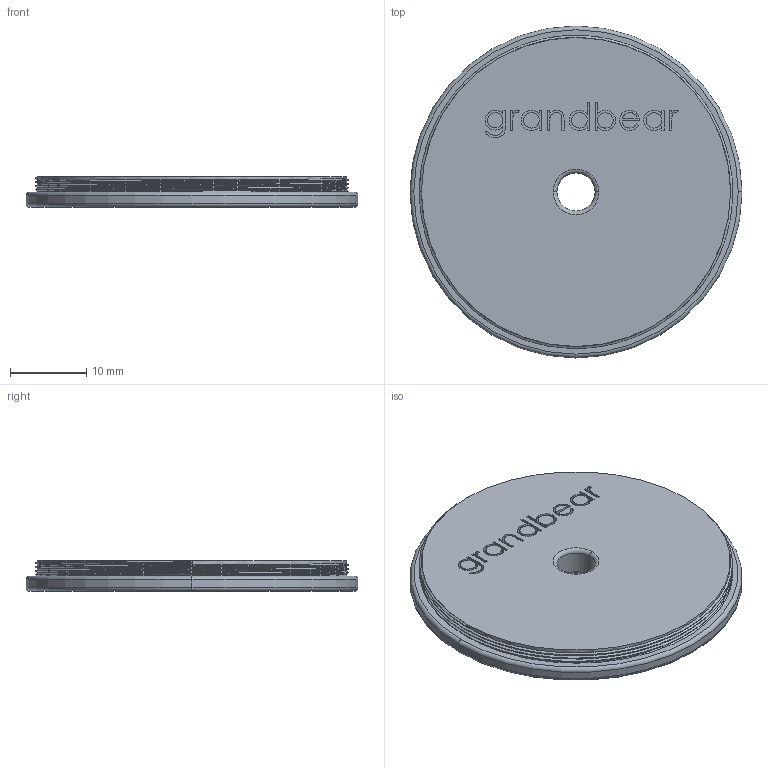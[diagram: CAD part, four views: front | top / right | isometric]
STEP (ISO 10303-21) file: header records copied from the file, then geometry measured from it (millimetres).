
FILE_DESCRIPTION (( 'STEP AP203' ), '1' );
FILE_NAME ('3_s.STEP', '2023-10-05T12:34:06', ( '' ), ( '' ), 'SwSTEP 2.0', 'SolidWorks 2021', '' );
FILE_SCHEMA (( 'CONFIG_CONTROL_DESIGN' ));
Length unit declared in the file: millimetre
Products named in the file (1): 3_s
Bounding box: 43.5 x 43.5 x 4 mm (x, y, z)
Volume: 5459 mm3; surface area: 3731.8 mm2
Topology: 1 solids, 1 shells, 163 faces, 423 edges, 278 vertices
Faces by surface type: bspline 75, plane 67, cylinder 13, torus 8
Entity records: 8884 total; most frequent: CARTESIAN_POINT 5353, ORIENTED_EDGE 846, DIRECTION 464, EDGE_CURVE 423, VERTEX_POINT 278, LINE 232, VECTOR 232, EDGE_LOOP 181
